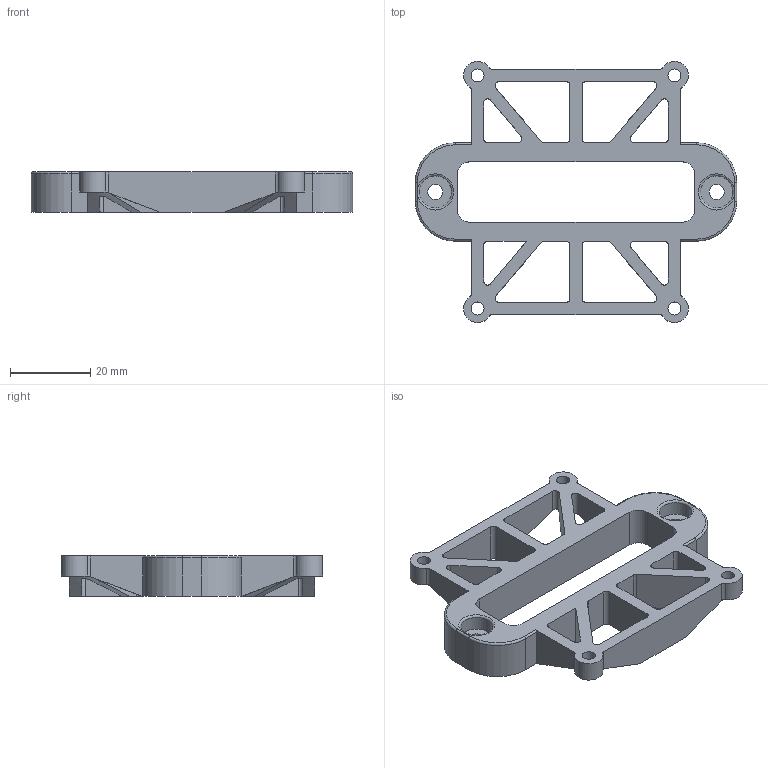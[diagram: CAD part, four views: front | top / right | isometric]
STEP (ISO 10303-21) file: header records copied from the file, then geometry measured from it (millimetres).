
FILE_DESCRIPTION(/* description */ (''),/* implementation_level */ '2;1');
FILE_NAME(/* name */ 'uzh_rcf_rpi_mount.stp',/* time_stamp */ '2022-12-04T21:44:21+01:00',/* author */ ('nhma'),/* organization */ (''),/* preprocessor_version */ 'ST-DEVELOPER v19',/* originating_system */ 'Autodesk Inventor 2023',/* authorisation */ '');
FILE_SCHEMA (('AUTOMOTIVE_DESIGN { 1 0 10303 214 3 1 1 }'));
Length unit declared in the file: millimetre
Products named in the file (1): uzh_rcf_rpi_mount
Bounding box: 80 x 65 x 10 mm (x, y, z)
Volume: 16236.2 mm3; surface area: 11276.9 mm2
Topology: 1 solids, 1 shells, 123 faces, 368 edges, 239 vertices
Faces by surface type: cylinder 61, plane 52, torus 6, cone 4
Full cylindrical faces by diameter (mm): 3.25 x4, 3.75 x2, 8 x2
Entity records: 4426 total; most frequent: CARTESIAN_POINT 1003, ORIENTED_EDGE 736, DIRECTION 705, EDGE_CURVE 368, AXIS2_PLACEMENT_3D 257, VERTEX_POINT 239, LINE 191, VECTOR 191
